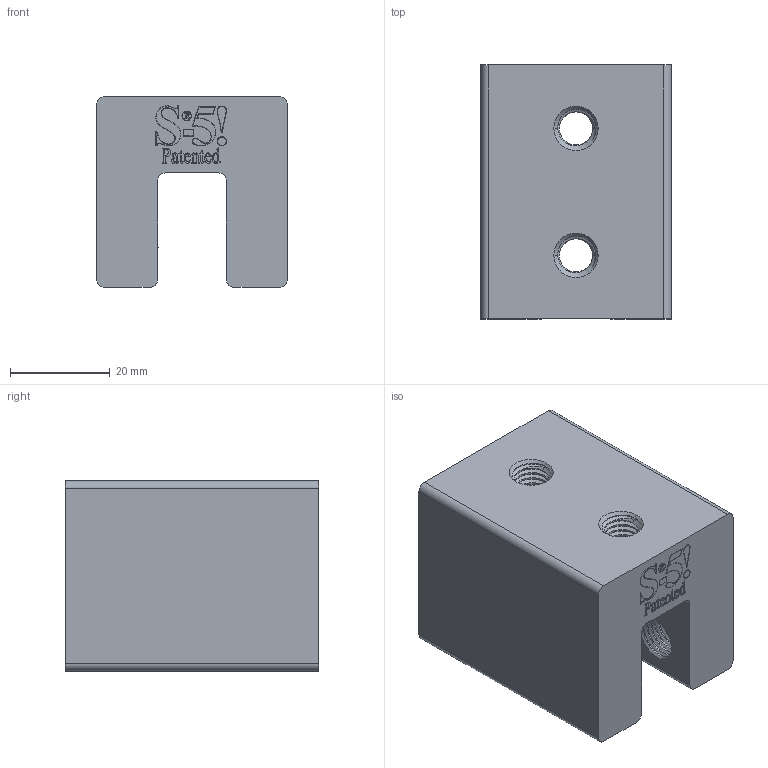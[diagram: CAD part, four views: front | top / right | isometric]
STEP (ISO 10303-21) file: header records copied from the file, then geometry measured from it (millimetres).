
FILE_DESCRIPTION (( 'STEP AP203' ), '1' );
FILE_NAME ('S-5-S.STEP', '2017-01-12T16:28:48', ( '' ), ( '' ), 'SwSTEP 2.0', 'SolidWorks 2017', '' );
FILE_SCHEMA (( 'CONFIG_CONTROL_DESIGN' ));
Length unit declared in the file: inch
Products named in the file (1): S-5-S
Bounding box: 38.1 x 50.8 x 38.1 mm (x, y, z)
Volume: 54810.6 mm3; surface area: 13838.9 mm2
Topology: 1 solids, 3 shells, 570 faces, 1598 edges, 1058 vertices
Faces by surface type: cylinder 202, plane 185, bspline 159, cone 16, torus 8
Entity records: 28049 total; most frequent: CARTESIAN_POINT 15492, ORIENTED_EDGE 3180, DIRECTION 1780, EDGE_CURVE 1590, VERTEX_POINT 1056, LINE 812, VECTOR 812, EDGE_LOOP 612
